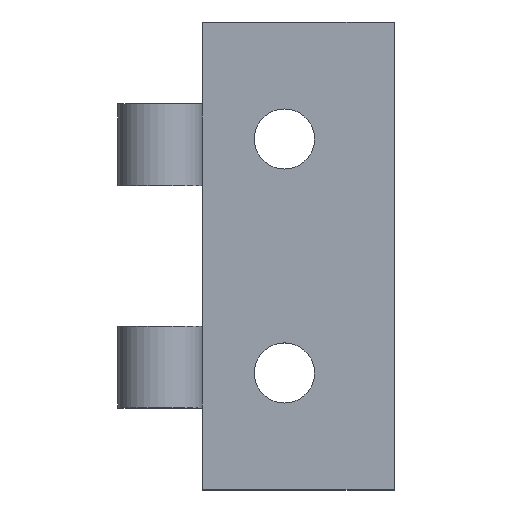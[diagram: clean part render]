
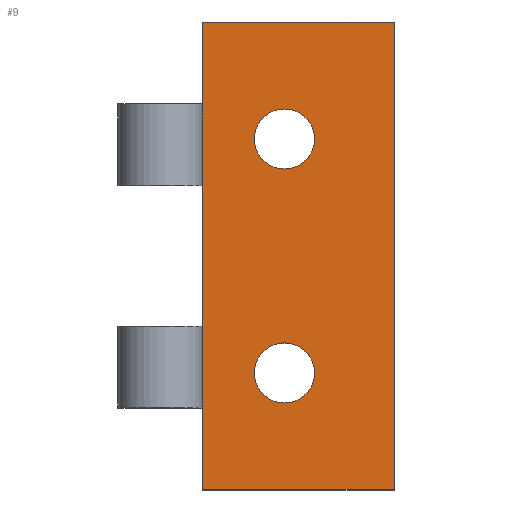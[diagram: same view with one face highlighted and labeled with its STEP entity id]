
A CAD part, top view. The second image highlights one B-rep face of the part: STEP entity #9.
In plain terms, the highlighted planar face has unit normal (0, 0, 1).
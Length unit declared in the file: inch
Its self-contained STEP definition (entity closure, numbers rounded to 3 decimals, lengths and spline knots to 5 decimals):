
#4 = EDGE_CURVE ( 'NONE', #313, #24, #182, .T. ) ;
#5 = ORIENTED_EDGE ( 'NONE', *, *, #42, .T. ) ;
#9 = ADVANCED_FACE ( 'NONE', ( #218, #219, #220 ), #221, .F. ) ;
#11 = VERTEX_POINT ( 'NONE', #270 ) ;
#14 = VERTEX_POINT ( 'NONE', #298 ) ;
#16 = ORIENTED_EDGE ( 'NONE', *, *, #140, .F. ) ;
#18 = VERTEX_POINT ( 'NONE', #321 ) ;
#20 = ORIENTED_EDGE ( 'NONE', *, *, #126, .F. ) ;
#22 = VERTEX_POINT ( 'NONE', #329 ) ;
#24 = VERTEX_POINT ( 'NONE', #354 ) ;
#26 = VERTEX_POINT ( 'NONE', #356 ) ;
#31 = EDGE_CURVE ( 'NONE', #78, #132, #452, .T. ) ;
#34 = EDGE_CURVE ( 'NONE', #781, #22, #464, .T. ) ;
#42 = EDGE_CURVE ( 'NONE', #799, #781, #480, .T. ) ;
#44 = ORIENTED_EDGE ( 'NONE', *, *, #31, .T. ) ;
#48 = ORIENTED_EDGE ( 'NONE', *, *, #779, .T. ) ;
#49 = EDGE_CURVE ( 'NONE', #14, #26, #505, .T. ) ;
#66 = ORIENTED_EDGE ( 'NONE', *, *, #135, .T. ) ;
#74 = VERTEX_POINT ( 'NONE', #589 ) ;
#78 = VERTEX_POINT ( 'NONE', #608 ) ;
#79 = ORIENTED_EDGE ( 'NONE', *, *, #102, .T. ) ;
#91 = VERTEX_POINT ( 'NONE', #328 ) ;
#102 = EDGE_CURVE ( 'NONE', #18, #11, #420, .T. ) ;
#116 = EDGE_LOOP ( 'NONE', ( #492, #511 ) ) ;
#126 = EDGE_CURVE ( 'NONE', #134, #132, #226, .T. ) ;
#128 = VERTEX_POINT ( 'NONE', #234 ) ;
#132 = VERTEX_POINT ( 'NONE', #236 ) ;
#134 = VERTEX_POINT ( 'NONE', #244 ) ;
#135 = EDGE_CURVE ( 'NONE', #145, #91, #245, .T. ) ;
#140 = EDGE_CURVE ( 'NONE', #799, #134, #265, .T. ) ;
#144 = ORIENTED_EDGE ( 'NONE', *, *, #802, .F. ) ;
#145 = VERTEX_POINT ( 'NONE', #287 ) ;
#146 = ORIENTED_EDGE ( 'NONE', *, *, #34, .T. ) ;
#149 = EDGE_CURVE ( 'NONE', #74, #128, #289, .T. ) ;
#182 = CIRCLE ( 'NONE', #183, 0.1285 ) ;
#183 = AXIS2_PLACEMENT_3D ( 'NONE', #184, #185, #186 ) ;
#184 = CARTESIAN_POINT ( 'NONE',  ( 0.531, 1.5, 0. ) ) ;
#185 = DIRECTION ( 'NONE',  ( 0., 0., 1. ) ) ;
#186 = DIRECTION ( 'NONE',  ( 1., 0., 0. ) ) ;
#218 = FACE_BOUND ( 'NONE', #116, .T. ) ;
#219 = FACE_BOUND ( 'NONE', #274, .T. ) ;
#220 = FACE_OUTER_BOUND ( 'NONE', #791, .T. ) ;
#221 = PLANE ( 'NONE',  #222 ) ;
#222 = AXIS2_PLACEMENT_3D ( 'NONE', #223, #224, #225 ) ;
#223 = CARTESIAN_POINT ( 'NONE',  ( 0., 2., 0. ) ) ;
#224 = DIRECTION ( 'NONE',  ( 0., 0., -1. ) ) ;
#225 = DIRECTION ( 'NONE',  ( -1., 0., 0. ) ) ;
#226 = LINE ( 'NONE', #227, #228 ) ;
#227 = CARTESIAN_POINT ( 'NONE',  ( 0., 0.35, 0. ) ) ;
#228 = VECTOR ( 'NONE', #229, 39.37008 ) ;
#229 = DIRECTION ( 'NONE',  ( -1., 0., 0. ) ) ;
#230 = LINE ( 'NONE', #231, #232 ) ;
#231 = CARTESIAN_POINT ( 'NONE',  ( 0., 1.3, 0. ) ) ;
#232 = VECTOR ( 'NONE', #233, 39.37008 ) ;
#233 = DIRECTION ( 'NONE',  ( 1., 0., 0. ) ) ;
#234 = CARTESIAN_POINT ( 'NONE',  ( 0.181, 1.65, 0. ) ) ;
#236 = CARTESIAN_POINT ( 'NONE',  ( 0.1502, 0.35, 0. ) ) ;
#244 = CARTESIAN_POINT ( 'NONE',  ( 0.181, 0.35, 0. ) ) ;
#245 = LINE ( 'NONE', #246, #247 ) ;
#246 = CARTESIAN_POINT ( 'NONE',  ( 0.181, 2., 0. ) ) ;
#247 = VECTOR ( 'NONE', #248, 39.37008 ) ;
#248 = DIRECTION ( 'NONE',  ( 0., -1., 0. ) ) ;
#265 = LINE ( 'NONE', #266, #267 ) ;
#266 = CARTESIAN_POINT ( 'NONE',  ( 0.181, 2., 0. ) ) ;
#267 = VECTOR ( 'NONE', #268, 39.37008 ) ;
#268 = DIRECTION ( 'NONE',  ( 0., 1., 0. ) ) ;
#269 = CARTESIAN_POINT ( 'NONE',  ( 1., 0., 0. ) ) ;
#270 = CARTESIAN_POINT ( 'NONE',  ( 0.1502, 1.3, 0. ) ) ;
#274 = EDGE_LOOP ( 'NONE', ( #144, #773 ) ) ;
#287 = CARTESIAN_POINT ( 'NONE',  ( 0.181, 1.3, 0. ) ) ;
#289 = LINE ( 'NONE', #290, #291 ) ;
#290 = CARTESIAN_POINT ( 'NONE',  ( 0.181, 2., 0. ) ) ;
#291 = VECTOR ( 'NONE', #292, 39.37008 ) ;
#292 = DIRECTION ( 'NONE',  ( 0., -1., 0. ) ) ;
#298 = CARTESIAN_POINT ( 'NONE',  ( 0.4025, 0.5, 0. ) ) ;
#313 = VERTEX_POINT ( 'NONE', #392 ) ;
#321 = CARTESIAN_POINT ( 'NONE',  ( 0.1502, 1.65, 0. ) ) ;
#328 = CARTESIAN_POINT ( 'NONE',  ( 0.181, 0.7, 0. ) ) ;
#329 = CARTESIAN_POINT ( 'NONE',  ( 1., 2., 0. ) ) ;
#354 = CARTESIAN_POINT ( 'NONE',  ( 0.4025, 1.5, 0. ) ) ;
#355 = CARTESIAN_POINT ( 'NONE',  ( 0.181, 0., 0. ) ) ;
#356 = CARTESIAN_POINT ( 'NONE',  ( 0.6595, 0.5, 0. ) ) ;
#392 = CARTESIAN_POINT ( 'NONE',  ( 0.6595, 1.5, 0. ) ) ;
#397 = CIRCLE ( 'NONE', #398, 0.1285 ) ;
#398 = AXIS2_PLACEMENT_3D ( 'NONE', #399, #400, #402 ) ;
#399 = CARTESIAN_POINT ( 'NONE',  ( 0.531, 0.5, 0. ) ) ;
#400 = DIRECTION ( 'NONE',  ( 0., 0., 1. ) ) ;
#402 = DIRECTION ( 'NONE',  ( 1., 0., 0. ) ) ;
#418 = EDGE_CURVE ( 'NONE', #91, #78, #475, .T. ) ;
#420 = LINE ( 'NONE', #421, #422 ) ;
#421 = CARTESIAN_POINT ( 'NONE',  ( 0.1502, 2., 0. ) ) ;
#422 = VECTOR ( 'NONE', #423, 39.37008 ) ;
#423 = DIRECTION ( 'NONE',  ( 0., -1., 0. ) ) ;
#429 = LINE ( 'NONE', #430, #431 ) ;
#430 = CARTESIAN_POINT ( 'NONE',  ( 0., 1.65, 0. ) ) ;
#431 = VECTOR ( 'NONE', #432, 39.37008 ) ;
#432 = DIRECTION ( 'NONE',  ( -1., 0., 0. ) ) ;
#452 = LINE ( 'NONE', #453, #457 ) ;
#453 = CARTESIAN_POINT ( 'NONE',  ( 0.1502, 2., 0. ) ) ;
#455 = ORIENTED_EDGE ( 'NONE', *, *, #149, .T. ) ;
#457 = VECTOR ( 'NONE', #458, 39.37008 ) ;
#458 = DIRECTION ( 'NONE',  ( 0., -1., 0. ) ) ;
#464 = LINE ( 'NONE', #465, #466 ) ;
#465 = CARTESIAN_POINT ( 'NONE',  ( 1., 0., 0. ) ) ;
#466 = VECTOR ( 'NONE', #467, 39.37008 ) ;
#467 = DIRECTION ( 'NONE',  ( 0., 1., 0. ) ) ;
#475 = LINE ( 'NONE', #476, #477 ) ;
#476 = CARTESIAN_POINT ( 'NONE',  ( 0., 0.7, 0. ) ) ;
#477 = VECTOR ( 'NONE', #478, 39.37008 ) ;
#478 = DIRECTION ( 'NONE',  ( -1., 0., 0. ) ) ;
#480 = LINE ( 'NONE', #481, #482 ) ;
#481 = CARTESIAN_POINT ( 'NONE',  ( 0., 0., 0. ) ) ;
#482 = VECTOR ( 'NONE', #483, 39.37008 ) ;
#483 = DIRECTION ( 'NONE',  ( 1., 0., 0. ) ) ;
#492 = ORIENTED_EDGE ( 'NONE', *, *, #4, .F. ) ;
#505 = CIRCLE ( 'NONE', #506, 0.1285 ) ;
#506 = AXIS2_PLACEMENT_3D ( 'NONE', #507, #508, #509 ) ;
#507 = CARTESIAN_POINT ( 'NONE',  ( 0.531, 0.5, 0. ) ) ;
#508 = DIRECTION ( 'NONE',  ( 0., 0., 1. ) ) ;
#509 = DIRECTION ( 'NONE',  ( 1., 0., 0. ) ) ;
#511 = ORIENTED_EDGE ( 'NONE', *, *, #531, .F. ) ;
#531 = EDGE_CURVE ( 'NONE', #24, #313, #545, .T. ) ;
#545 = CIRCLE ( 'NONE', #546, 0.1285 ) ;
#546 = AXIS2_PLACEMENT_3D ( 'NONE', #547, #549, #550 ) ;
#547 = CARTESIAN_POINT ( 'NONE',  ( 0.531, 1.5, 0. ) ) ;
#549 = DIRECTION ( 'NONE',  ( 0., 0., 1. ) ) ;
#550 = DIRECTION ( 'NONE',  ( 1., 0., 0. ) ) ;
#589 = CARTESIAN_POINT ( 'NONE',  ( 0.181, 2., 0. ) ) ;
#597 = LINE ( 'NONE', #598, #600 ) ;
#598 = CARTESIAN_POINT ( 'NONE',  ( 0., 2., 0. ) ) ;
#600 = VECTOR ( 'NONE', #601, 39.37008 ) ;
#601 = DIRECTION ( 'NONE',  ( -1., 0., 0. ) ) ;
#608 = CARTESIAN_POINT ( 'NONE',  ( 0.1502, 0.7, 0. ) ) ;
#666 = EDGE_CURVE ( 'NONE', #22, #74, #597, .T. ) ;
#753 = ORIENTED_EDGE ( 'NONE', *, *, #666, .T. ) ;
#762 = ORIENTED_EDGE ( 'NONE', *, *, #418, .T. ) ;
#767 = EDGE_CURVE ( 'NONE', #128, #18, #429, .T. ) ;
#773 = ORIENTED_EDGE ( 'NONE', *, *, #49, .F. ) ;
#775 = ORIENTED_EDGE ( 'NONE', *, *, #767, .T. ) ;
#779 = EDGE_CURVE ( 'NONE', #11, #145, #230, .T. ) ;
#781 = VERTEX_POINT ( 'NONE', #269 ) ;
#791 = EDGE_LOOP ( 'NONE', ( #79, #48, #66, #762, #44, #20, #16, #5, #146, #753, #455, #775 ) ) ;
#799 = VERTEX_POINT ( 'NONE', #355 ) ;
#802 = EDGE_CURVE ( 'NONE', #26, #14, #397, .T. ) ;
